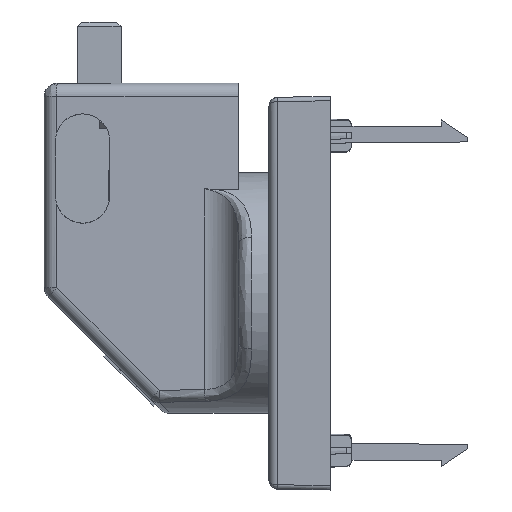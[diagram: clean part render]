
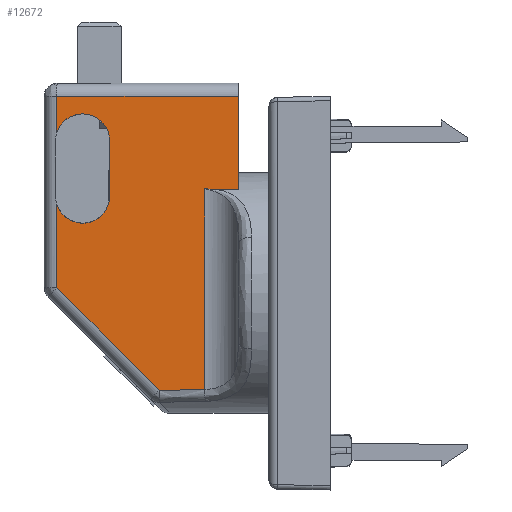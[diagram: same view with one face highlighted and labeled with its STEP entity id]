
A CAD part, left-side view. The second image highlights one B-rep face of the part: STEP entity #12672.
In plain terms, the highlighted planar face has unit normal (-0.999, 0.038, 0).
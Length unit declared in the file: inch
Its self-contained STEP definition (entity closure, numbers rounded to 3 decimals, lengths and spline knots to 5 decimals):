
#28 = DIRECTION ( 'NONE',  ( -0.027, -0.707, -0.707 ) ) ;
#84 = VECTOR ( 'NONE', #28, 39.37008 ) ;
#125 = LINE ( 'NONE', #6921, #4569 ) ;
#128 = VERTEX_POINT ( 'NONE', #6271 ) ;
#529 = CARTESIAN_POINT ( 'NONE',  ( -0.24431, 1.23061, 0. ) ) ;
#541 = CARTESIAN_POINT ( 'NONE',  ( -0.24431, 1.23061, 0.40044 ) ) ;
#611 = EDGE_CURVE ( 'NONE', #12937, #8177, #13633, .T. ) ;
#684 = CARTESIAN_POINT ( 'NONE',  ( -0.27135, 0.52672, 0.46842 ) ) ;
#710 = ORIENTED_EDGE ( 'NONE', *, *, #14269, .T. ) ;
#740 = B_SPLINE_CURVE_WITH_KNOTS ( 'NONE', 3,
 ( #10011, #3408, #12335, #2393 ),
 .UNSPECIFIED., .F., .F.,
 ( 4, 4 ),
 ( 0., 1. ),
 .UNSPECIFIED. ) ;
#943 = CARTESIAN_POINT ( 'NONE',  ( -0.24878, 1.11417, 0.31496 ) ) ;
#1095 = LINE ( 'NONE', #7846, #84 ) ;
#1267 = VECTOR ( 'NONE', #6792, 39.37008 ) ;
#1330 = CARTESIAN_POINT ( 'NONE',  ( -0.25347, 0.99213, 0.87019 ) ) ;
#1341 = ORIENTED_EDGE ( 'NONE', *, *, #11026, .F. ) ;
#1393 = CARTESIAN_POINT ( 'NONE',  ( -0.24494, 1.21405, 0.34768 ) ) ;
#1840 = EDGE_CURVE ( 'NONE', #8834, #12060, #125, .T. ) ;
#2002 = DIRECTION ( 'NONE',  ( 0., 0., 1. ) ) ;
#2335 = CARTESIAN_POINT ( 'NONE',  ( -0.2757, 0.41339, 0. ) ) ;
#2349 = CARTESIAN_POINT ( 'NONE',  ( -0.24213, 1.2874, 0.88583 ) ) ;
#2393 = CARTESIAN_POINT ( 'NONE',  ( -0.27135, 0.52672, 0.46842 ) ) ;
#2450 = ORIENTED_EDGE ( 'NONE', *, *, #11327, .T. ) ;
#2611 = LINE ( 'NONE', #8050, #9257 ) ;
#2625 = ORIENTED_EDGE ( 'NONE', *, *, #8594, .T. ) ;
#2876 = CARTESIAN_POINT ( 'NONE',  ( -0.26988, 0.56482, 0.46927 ) ) ;
#3028 =( BOUNDED_CURVE ( )  B_SPLINE_CURVE ( 3, ( #9852, #4123, #8627, #4194 ),
 .UNSPECIFIED., .F., .F. ) 
 B_SPLINE_CURVE_WITH_KNOTS ( ( 4, 4 ),
 ( 4.17802, 4.18734 ),
 .UNSPECIFIED. ) 
 CURVE ( )  GEOMETRIC_REPRESENTATION_ITEM ( )  RATIONAL_B_SPLINE_CURVE ( ( 1., 1., 1., 1. ) ) 
 REPRESENTATION_ITEM ( '' )  );
#3119 = CARTESIAN_POINT ( 'NONE',  ( -0.25153, 1.04268, 0.31496 ) ) ;
#3301 = VERTEX_POINT ( 'NONE', #10879 ) ;
#3407 = EDGE_CURVE ( 'NONE', #5873, #3301, #11443, .T. ) ;
#3408 = CARTESIAN_POINT ( 'NONE',  ( -0.27037, 0.55212, 0.46898 ) ) ;
#3576 = CARTESIAN_POINT ( 'NONE',  ( -0.24431, 1.23061, 0.72161 ) ) ;
#3675 = ORIENTED_EDGE ( 'NONE', *, *, #1840, .F. ) ;
#3730 = ORIENTED_EDGE ( 'NONE', *, *, #4219, .T. ) ;
#3839 = DIRECTION ( 'NONE',  ( 0., 0., -1. ) ) ;
#4123 = CARTESIAN_POINT ( 'NONE',  ( -0.27425, 0.45106, 0.46673 ) ) ;
#4151 = PLANE ( 'NONE',  #4729 ) ;
#4194 = CARTESIAN_POINT ( 'NONE',  ( -0.27135, 0.52672, 0.46842 ) ) ;
#4219 = EDGE_CURVE ( 'NONE', #3301, #12937, #13926, .T. ) ;
#4491 = EDGE_CURVE ( 'NONE', #7900, #5873, #2611, .T. ) ;
#4511 = VERTEX_POINT ( 'NONE', #11460 ) ;
#4526 = DIRECTION ( 'NONE',  ( 0.038, 0.999, -0.018 ) ) ;
#4569 = VECTOR ( 'NONE', #4526, 39.37008 ) ;
#4587 = CARTESIAN_POINT ( 'NONE',  ( -0.24644, 1.17514, 0.89825 ) ) ;
#4619 = CARTESIAN_POINT ( 'NONE',  ( -0.26205, 0.76869, -0.43746 ) ) ;
#4661 = CARTESIAN_POINT ( 'NONE',  ( -0.25347, 0.99213, 0.68504 ) ) ;
#4720 = CARTESIAN_POINT ( 'NONE',  ( -0.26988, 0.56482, -0.43374 ) ) ;
#4729 = AXIS2_PLACEMENT_3D ( 'NONE', #8508, #13003, #8657 ) ;
#4854 = LINE ( 'NONE', #9282, #13023 ) ;
#4912 = ORIENTED_EDGE ( 'NONE', *, *, #611, .T. ) ;
#5671 = VERTEX_POINT ( 'NONE', #684 ) ;
#5873 = VERTEX_POINT ( 'NONE', #11982 ) ;
#6021 = DIRECTION ( 'NONE',  ( 0., 0., -1. ) ) ;
#6271 = CARTESIAN_POINT ( 'NONE',  ( -0.24431, 1.23061, 0.72161 ) ) ;
#6558 = ORIENTED_EDGE ( 'NONE', *, *, #9468, .T. ) ;
#6753 = ORIENTED_EDGE ( 'NONE', *, *, #14222, .T. ) ;
#6792 = DIRECTION ( 'NONE',  ( 0.038, 0.999, 0. ) ) ;
#6921 = CARTESIAN_POINT ( 'NONE',  ( -0.26988, 0.56482, -0.43374 ) ) ;
#7209 = ORIENTED_EDGE ( 'NONE', *, *, #12494, .T. ) ;
#7480 =( BOUNDED_CURVE ( )  B_SPLINE_CURVE ( 3, ( #3576, #4587, #1330, #4661 ),
 .UNSPECIFIED., .F., .F. ) 
 B_SPLINE_CURVE_WITH_KNOTS ( ( 4, 4 ),
 ( 0.30429, 3.14159 ),
 .UNSPECIFIED. ) 
 CURVE ( )  GEOMETRIC_REPRESENTATION_ITEM ( )  RATIONAL_B_SPLINE_CURVE ( ( 1., 0.434, 0.434, 1. ) ) 
 REPRESENTATION_ITEM ( '' )  );
#7663 = ORIENTED_EDGE ( 'NONE', *, *, #4491, .T. ) ;
#7846 = CARTESIAN_POINT ( 'NONE',  ( -0.24431, 1.23061, 0.02446 ) ) ;
#7900 = VERTEX_POINT ( 'NONE', #12139 ) ;
#8050 = CARTESIAN_POINT ( 'NONE',  ( -0.25347, 0.99213, 0. ) ) ;
#8177 = VERTEX_POINT ( 'NONE', #11476 ) ;
#8508 = CARTESIAN_POINT ( 'NONE',  ( -0.24213, 1.2874, 0. ) ) ;
#8594 = EDGE_CURVE ( 'NONE', #8177, #12060, #1095, .T. ) ;
#8614 = CARTESIAN_POINT ( 'NONE',  ( -0.26988, 0.56482, 0. ) ) ;
#8627 = CARTESIAN_POINT ( 'NONE',  ( -0.2728, 0.48884, 0.46758 ) ) ;
#8631 = CARTESIAN_POINT ( 'NONE',  ( -0.25347, 0.99213, 0.43701 ) ) ;
#8657 = DIRECTION ( 'NONE',  ( -0.038, -0.999, 0. ) ) ;
#8834 = VERTEX_POINT ( 'NONE', #4720 ) ;
#9063 = CARTESIAN_POINT ( 'NONE',  ( -0.24431, 1.23061, 0.88583 ) ) ;
#9156 = CARTESIAN_POINT ( 'NONE',  ( -0.24878, 1.11417, 0.31496 ) ) ;
#9257 = VECTOR ( 'NONE', #10218, 39.37008 ) ;
#9282 = CARTESIAN_POINT ( 'NONE',  ( -0.24431, 1.23061, 0. ) ) ;
#9437 = EDGE_LOOP ( 'NONE', ( #6753, #1341, #11724, #7209, #710, #6558, #7663, #10884, #3730, #4912, #2625, #3675, #2450 ) ) ;
#9468 = EDGE_CURVE ( 'NONE', #128, #7900, #7480, .T. ) ;
#9852 = CARTESIAN_POINT ( 'NONE',  ( -0.2757, 0.41339, 0.46587 ) ) ;
#10011 = CARTESIAN_POINT ( 'NONE',  ( -0.26988, 0.56482, 0.46927 ) ) ;
#10019 = CARTESIAN_POINT ( 'NONE',  ( -0.2757, 0.41339, 0.46587 ) ) ;
#10218 = DIRECTION ( 'NONE',  ( 0., 0., -1. ) ) ;
#10824 = VERTEX_POINT ( 'NONE', #10019 ) ;
#10879 = CARTESIAN_POINT ( 'NONE',  ( -0.24878, 1.11417, 0.31496 ) ) ;
#10884 = ORIENTED_EDGE ( 'NONE', *, *, #3407, .T. ) ;
#11026 = EDGE_CURVE ( 'NONE', #10824, #5671, #3028, .T. ) ;
#11161 = VERTEX_POINT ( 'NONE', #9063 ) ;
#11327 = EDGE_CURVE ( 'NONE', #8834, #12393, #14043, .T. ) ;
#11329 = CARTESIAN_POINT ( 'NONE',  ( -0.24666, 1.16947, 0.31496 ) ) ;
#11361 = LINE ( 'NONE', #2335, #12594 ) ;
#11443 =( BOUNDED_CURVE ( )  B_SPLINE_CURVE ( 3, ( #8631, #13055, #3119, #943 ),
 .UNSPECIFIED., .F., .F. ) 
 B_SPLINE_CURVE_WITH_KNOTS ( ( 4, 4 ),
 ( 3.14159, 4.71239 ),
 .UNSPECIFIED. ) 
 CURVE ( )  GEOMETRIC_REPRESENTATION_ITEM ( )  RATIONAL_B_SPLINE_CURVE ( ( 1., 0.805, 0.805, 1. ) ) 
 REPRESENTATION_ITEM ( '' )  );
#11460 = CARTESIAN_POINT ( 'NONE',  ( -0.2757, 0.41339, 0.88583 ) ) ;
#11476 = CARTESIAN_POINT ( 'NONE',  ( -0.24431, 1.23061, 0.02446 ) ) ;
#11612 = EDGE_CURVE ( 'NONE', #10824, #4511, #11361, .T. ) ;
#11724 = ORIENTED_EDGE ( 'NONE', *, *, #11612, .T. ) ;
#11775 = VECTOR ( 'NONE', #6021, 39.37008 ) ;
#11982 = CARTESIAN_POINT ( 'NONE',  ( -0.25347, 0.99213, 0.43701 ) ) ;
#12060 = VERTEX_POINT ( 'NONE', #4619 ) ;
#12139 = CARTESIAN_POINT ( 'NONE',  ( -0.25347, 0.99213, 0.68504 ) ) ;
#12297 = LINE ( 'NONE', #2349, #1267 ) ;
#12335 = CARTESIAN_POINT ( 'NONE',  ( -0.27086, 0.53942, 0.4687 ) ) ;
#12393 = VERTEX_POINT ( 'NONE', #2876 ) ;
#12425 = DIRECTION ( 'NONE',  ( 0., 0., 1. ) ) ;
#12494 = EDGE_CURVE ( 'NONE', #4511, #11161, #12297, .T. ) ;
#12594 = VECTOR ( 'NONE', #12425, 39.37008 ) ;
#12672 = ADVANCED_FACE ( 'Defeature ausgef�hrt2_83', ( #12933 ), #4151, .T. ) ;
#12933 = FACE_OUTER_BOUND ( 'NONE', #9437, .T. ) ;
#12937 = VERTEX_POINT ( 'NONE', #541 ) ;
#13003 = DIRECTION ( 'NONE',  ( -0.999, 0.038, 0. ) ) ;
#13023 = VECTOR ( 'NONE', #3839, 39.37008 ) ;
#13055 = CARTESIAN_POINT ( 'NONE',  ( -0.25347, 0.99213, 0.36551 ) ) ;
#13277 = VECTOR ( 'NONE', #2002, 39.37008 ) ;
#13633 = LINE ( 'NONE', #529, #11775 ) ;
#13643 = CARTESIAN_POINT ( 'NONE',  ( -0.24431, 1.23061, 0.40044 ) ) ;
#13926 =( BOUNDED_CURVE ( )  B_SPLINE_CURVE ( 3, ( #9156, #11329, #1393, #13643 ),
 .UNSPECIFIED., .F., .F. ) 
 B_SPLINE_CURVE_WITH_KNOTS ( ( 4, 4 ),
 ( 4.71239, 5.97889 ),
 .UNSPECIFIED. ) 
 CURVE ( )  GEOMETRIC_REPRESENTATION_ITEM ( )  RATIONAL_B_SPLINE_CURVE ( ( 1., 0.871, 0.871, 1. ) ) 
 REPRESENTATION_ITEM ( '' )  );
#14043 = LINE ( 'NONE', #8614, #13277 ) ;
#14222 = EDGE_CURVE ( 'NONE', #12393, #5671, #740, .T. ) ;
#14269 = EDGE_CURVE ( 'NONE', #11161, #128, #4854, .T. ) ;
